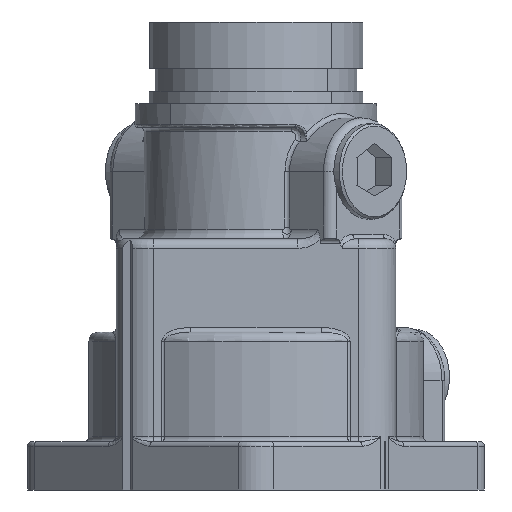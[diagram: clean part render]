
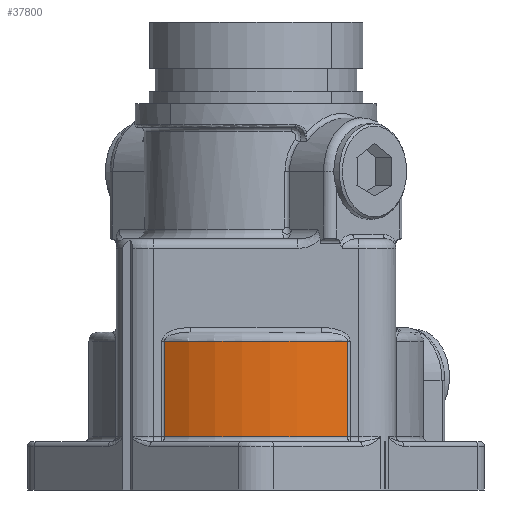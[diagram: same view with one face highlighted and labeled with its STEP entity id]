
A CAD part, left-side view. The second image highlights one B-rep face of the part: STEP entity #37800.
In plain terms, the highlighted cylindrical face has radius 57.15 mm (diameter 114.3 mm), a partial arc.
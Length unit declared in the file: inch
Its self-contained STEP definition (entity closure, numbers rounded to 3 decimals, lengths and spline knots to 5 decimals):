
#8891=CARTESIAN_POINT('',(0.,0.,0.8055));
#8892=DIRECTION('',(0.,0.,1.));
#8893=DIRECTION('',(-0.838,0.546,0.));
#8894=AXIS2_PLACEMENT_3D('',#8891,#8892,#8893);
#8920=DIRECTION('',(0.,0.,-1.));
#8921=VECTOR('',#8920,1.28125);
#8922=CARTESIAN_POINT('',(-1.88513,1.22832,2.08675));
#8923=LINE('',#8922,#8921);
#9043=CARTESIAN_POINT('',(-1.88513,-1.22832,
2.08675));
#9072=DIRECTION('',(0.,0.,1.));
#9073=VECTOR('',#9072,1.28125);
#9074=CARTESIAN_POINT('',(-1.88514,-1.22832,0.8055));
#9075=LINE('',#9074,#9073);
#9090=CARTESIAN_POINT('',(0.,0.,2.08675));
#9091=DIRECTION('',(0.,0.,1.));
#9092=DIRECTION('',(-0.838,0.546,0.));
#9093=AXIS2_PLACEMENT_3D('',#9090,#9091,#9092);
#30911=CARTESIAN_POINT('',(-1.88513,1.22832,
2.08675));
#30912=CARTESIAN_POINT('',(-1.88514,1.22832,0.8055));
#30913=VERTEX_POINT('',#30911);
#30914=VERTEX_POINT('',#30912);
#30922=VERTEX_POINT('',#9043);
#30923=CARTESIAN_POINT('',(-1.88514,-1.22832,0.8055));
#30924=VERTEX_POINT('',#30923);
#37786=CARTESIAN_POINT('',(0.,0.,-0.03825));
#37787=DIRECTION('',(0.,0.,1.));
#37788=DIRECTION('',(-0.707,-0.707,0.));
#37789=AXIS2_PLACEMENT_3D('',#37786,#37787,#37788);
#37790=CYLINDRICAL_SURFACE('',#37789,2.25);
#37792=ORIENTED_EDGE('',*,*,#37791,.F.);
#37794=ORIENTED_EDGE('',*,*,#37793,.T.);
#37796=ORIENTED_EDGE('',*,*,#37795,.F.);
#37797=ORIENTED_EDGE('',*,*,#37777,.F.);
#37798=EDGE_LOOP('',(#37792,#37794,#37796,#37797));
#37799=FACE_OUTER_BOUND('',#37798,.F.);
#37800=ADVANCED_FACE('',(#37799),#37790,.T.);
#8895=CIRCLE('',#8894,2.25);
#9094=CIRCLE('',#9093,2.25);
#37777=EDGE_CURVE('',#30914,#30924,#8895,.T.);
#37791=EDGE_CURVE('',#30913,#30914,#8923,.T.);
#37793=EDGE_CURVE('',#30913,#30922,#9094,.T.);
#37795=EDGE_CURVE('',#30924,#30922,#9075,.T.);
